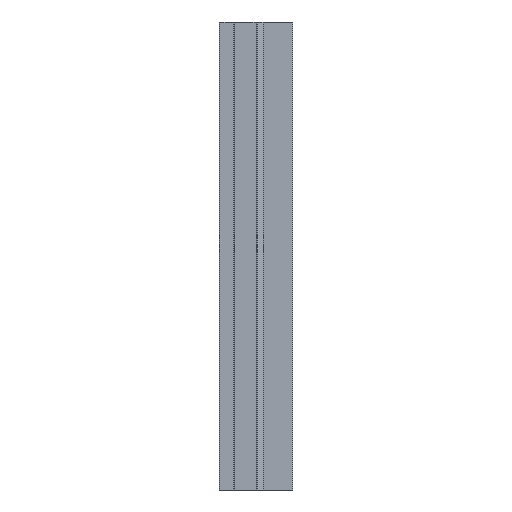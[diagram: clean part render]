
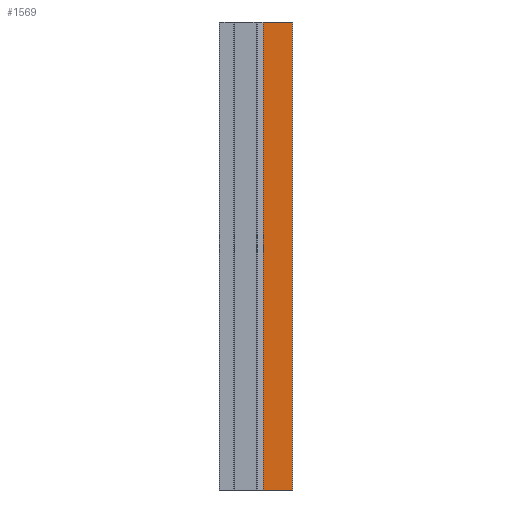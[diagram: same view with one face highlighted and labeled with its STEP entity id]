
A CAD part, left-side view. The second image highlights one B-rep face of the part: STEP entity #1569.
In plain terms, the highlighted planar face has unit normal (-1, 0, 0).
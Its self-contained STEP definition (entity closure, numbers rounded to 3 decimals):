
#271 = CARTESIAN_POINT ( 'NONE',  ( -4.9, 2.597, -50. ) ) ;
#279 = CARTESIAN_POINT ( 'NONE',  ( -4.9, 2.597, 50. ) ) ;
#543 = VERTEX_POINT ( 'NONE', #995 ) ;
#564 = ORIENTED_EDGE ( 'NONE', *, *, #1407, .F. ) ;
#643 = VERTEX_POINT ( 'NONE', #731 ) ;
#731 = CARTESIAN_POINT ( 'NONE',  ( -4.9, -3.603, 50. ) ) ;
#794 = FACE_OUTER_BOUND ( 'NONE', #2133, .T. ) ;
#861 = CARTESIAN_POINT ( 'NONE',  ( -4.9, -3.603, 50. ) ) ;
#867 = DIRECTION ( 'NONE',  ( 0., 0., -1. ) ) ;
#869 = DIRECTION ( 'NONE',  ( 0., -1., 0. ) ) ;
#879 = DIRECTION ( 'NONE',  ( 0., -1., 0. ) ) ;
#880 = CARTESIAN_POINT ( 'NONE',  ( -4.9, -3.603, 50. ) ) ;
#919 = CARTESIAN_POINT ( 'NONE',  ( -4.9, 2.597, 50. ) ) ;
#923 = CARTESIAN_POINT ( 'NONE',  ( -4.9, -3.603, -50. ) ) ;
#925 = DIRECTION ( 'NONE',  ( 0., 0., -1. ) ) ;
#995 = CARTESIAN_POINT ( 'NONE',  ( -4.9, -3.603, -50. ) ) ;
#1021 = ORIENTED_EDGE ( 'NONE', *, *, #1396, .T. ) ;
#1143 = ORIENTED_EDGE ( 'NONE', *, *, #1403, .T. ) ;
#1226 = VECTOR ( 'NONE', #879, 1000. ) ;
#1338 = VECTOR ( 'NONE', #867, 1000. ) ;
#1396 = EDGE_CURVE ( 'NONE', #1970, #1860, #2039, .T. ) ;
#1403 = EDGE_CURVE ( 'NONE', #1860, #543, #1780, .T. ) ;
#1407 = EDGE_CURVE ( 'NONE', #643, #543, #1634, .T. ) ;
#1413 = EDGE_CURVE ( 'NONE', #1970, #643, #1914, .T. ) ;
#1538 = VECTOR ( 'NONE', #869, 1000. ) ;
#1569 = ADVANCED_FACE ( 'NONE', ( #794 ), #1983, .F. ) ;
#1634 = LINE ( 'NONE', #861, #1338 ) ;
#1746 = AXIS2_PLACEMENT_3D ( 'NONE', #1971, #1999, #2001 ) ;
#1780 = LINE ( 'NONE', #923, #1538 ) ;
#1836 = VECTOR ( 'NONE', #925, 1000. ) ;
#1860 = VERTEX_POINT ( 'NONE', #271 ) ;
#1914 = LINE ( 'NONE', #880, #1226 ) ;
#1957 = ORIENTED_EDGE ( 'NONE', *, *, #1413, .F. ) ;
#1970 = VERTEX_POINT ( 'NONE', #279 ) ;
#1971 = CARTESIAN_POINT ( 'NONE',  ( -4.9, -3.603, 50. ) ) ;
#1983 = PLANE ( 'NONE',  #1746 ) ;
#1999 = DIRECTION ( 'NONE',  ( 1., 0., 0. ) ) ;
#2001 = DIRECTION ( 'NONE',  ( 0., 1., 0. ) ) ;
#2039 = LINE ( 'NONE', #919, #1836 ) ;
#2133 = EDGE_LOOP ( 'NONE', ( #1143, #564, #1957, #1021 ) ) ;
